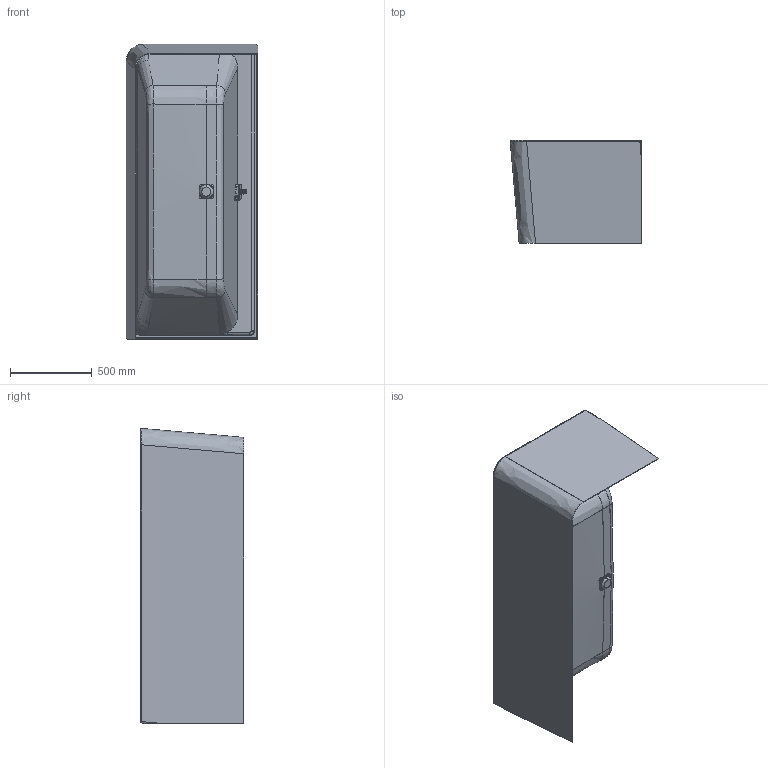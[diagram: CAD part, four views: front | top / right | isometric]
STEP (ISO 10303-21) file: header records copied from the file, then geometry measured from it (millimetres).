
FILE_DESCRIPTION((''),'2;1');
FILE_NAME('COLLARO_CORNER-LINKS_24072018_ASM','2018-11-14T13:22:20',('grootj'),('Villeroy & Boch Wellness bv'),'CREO PARAMETRIC BY PTC INC, 2018020','CREO PARAMETRIC BY PTC INC, 2018020','');
FILE_SCHEMA(('CONFIG_CONTROL_DESIGN'));
Length unit declared in the file: millimetre
Products named in the file (8): COLLARO-CORNER-LEFT_24072018; COLLARO_WASTECOVER80_23072018; BACKHOUSING_R14_NO2K_RAPID_1; FLANGE_R6_1; COVER_R3_3_1; WATERINLET_R9_1_11_1; TIBET_ASM_ASM; COLLARO_CORNER-LINKS_24072018_ASM
Assembly tree (7 placements, depth 3):
  COLLARO_CORNER-LINKS_24072018_ASM
    COLLARO-CORNER-LEFT_24072018
    COLLARO_WASTECOVER80_23072018
    TIBET_ASM_ASM
      BACKHOUSING_R14_NO2K_RAPID_1
      FLANGE_R6_1
      COVER_R3_3_1
      WATERINLET_R9_1_11_1
Bounding box: 803.7 x 630 x 1803.7 mm (x, y, z)
Volume: 17577301.8 mm3; surface area: 8870540.8 mm2
Topology: 6 solids, 6 shells, 1022 faces, 2584 edges, 1600 vertices
Faces by surface type: plane 357, cylinder 351, bspline 185, torus 81, cone 35, revolution 5, sphere 4, extrusion 4
Entity records: 42803 total; most frequent: CARTESIAN_POINT 18957, ORIENTED_EDGE 5154, DIRECTION 4749, EDGE_CURVE 2577, AXIS2_PLACEMENT_3D 1795, VERTEX_POINT 1600, VECTOR 1154, LINE 1150
